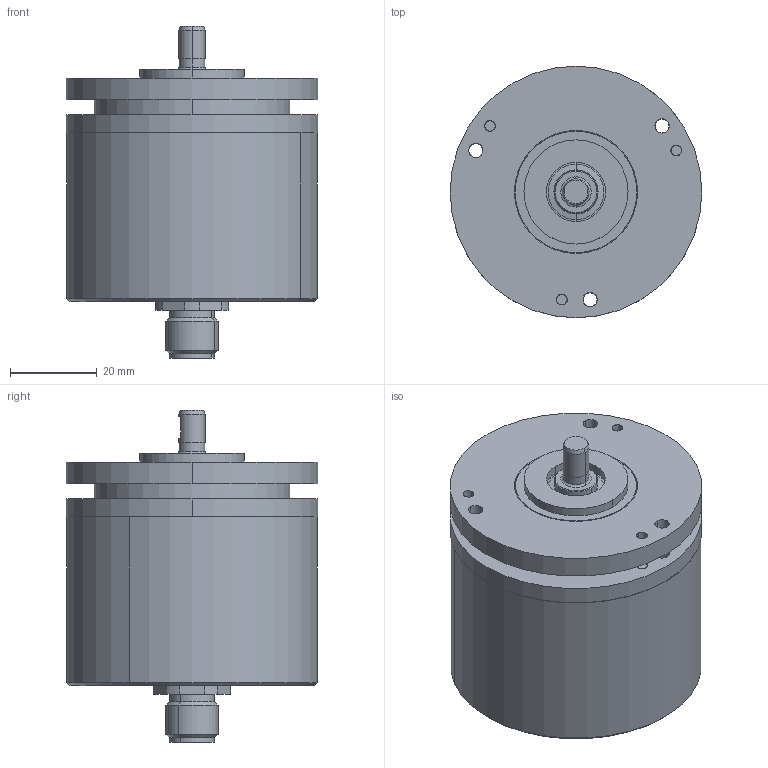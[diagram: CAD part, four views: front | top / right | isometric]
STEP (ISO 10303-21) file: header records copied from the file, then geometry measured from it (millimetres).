
FILE_DESCRIPTION((''),'2;1');
FILE_NAME('598435','2010-11-10T',('se2802'),(''),'PRO/ENGINEER BY PARAMETRIC TECHNOLOGY CORPORATION, 2010180','PRO/ENGINEER BY PARAMETRIC TECHNOLOGY CORPORATION, 2010180','');
FILE_SCHEMA(('CONFIG_CONTROL_DESIGN'));
Length unit declared in the file: millimetre
Products named in the file (1): 598435
Bounding box: 58 x 58 x 76.5 mm (x, y, z)
Volume: 79075.1 mm3; surface area: 39527 mm2
Topology: 2 solids, 4 shells, 1183 faces, 3271 edges, 2139 vertices
Faces by surface type: cylinder 384, plane 351, extrusion 324, cone 60, torus 58, sphere 6
Entity records: 42766 total; most frequent: CARTESIAN_POINT 13064, ORIENTED_EDGE 6538, DIRECTION 5557, EDGE_CURVE 3269, VERTEX_POINT 2139, AXIS2_PLACEMENT_3D 1981, VECTOR 1595, EDGE_LOOP 1306
